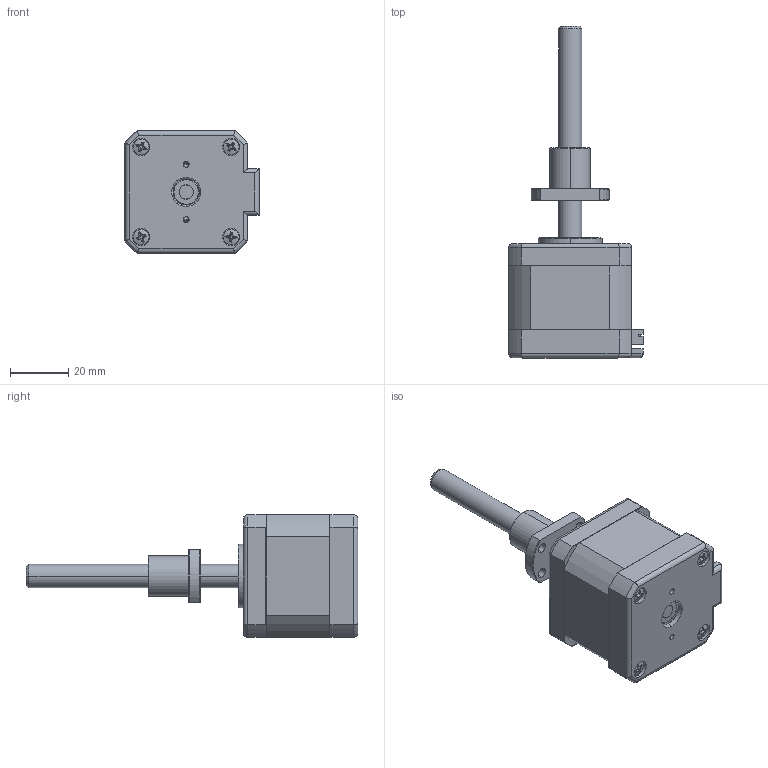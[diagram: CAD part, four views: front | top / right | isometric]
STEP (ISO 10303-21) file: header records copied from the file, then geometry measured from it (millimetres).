
FILE_DESCRIPTION (( 'STEP AP214' ), '1' );
FILE_NAME ('BE172S-B0802-75-AK1-0-200.STEP', '2023-11-29T07:07:27', ( '' ), ( '' ), 'SwSTEP 2.0', 'SolidWorks 2018', '' );
FILE_SCHEMA (( 'AUTOMOTIVE_DESIGN' ));
Length unit declared in the file: millimetre
Products named in the file (1): BE172S-B0802-75-AK1-0-200
Bounding box: 46.2 x 114.3 x 42.2 mm (x, y, z)
Volume: 64114.9 mm3; surface area: 29695.5 mm2
Topology: 7 solids, 9 shells, 712 faces, 1842 edges, 1188 vertices
Faces by surface type: plane 346, cylinder 230, cone 82, torus 34, bspline 12, sphere 8
Entity records: 42830 total; most frequent: CARTESIAN_POINT 17647, ORIENTED_EDGE 3684, DIRECTION 3496, EDGE_CURVE 1842, AXIS2_PLACEMENT_3D 1229, VERTEX_POINT 1188, LINE 1038, VECTOR 1038
